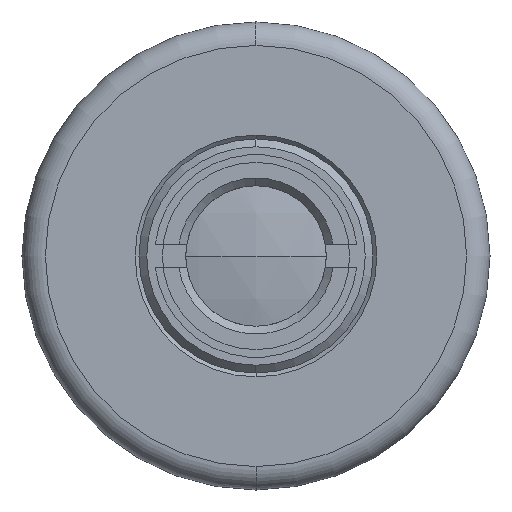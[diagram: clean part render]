
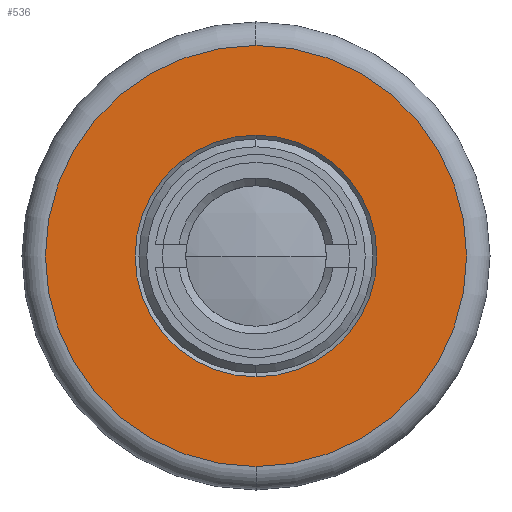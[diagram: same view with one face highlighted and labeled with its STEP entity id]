
A CAD part, left-side view. The second image highlights one B-rep face of the part: STEP entity #536.
In plain terms, the highlighted planar face has unit normal (-1, 0, 0).
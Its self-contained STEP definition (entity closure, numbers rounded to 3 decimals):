
#330 = EDGE_LOOP ( 'NONE', ( #902, #903 ) ) ;
#358 = EDGE_LOOP ( 'NONE', ( #900, #901 ) ) ;
#430 = AXIS2_PLACEMENT_3D ( 'NONE', #1311, #1312, #1313 ) ;
#536 = ADVANCED_FACE ( 'NONE', ( #1411, #1412 ), #1304, .F. ) ;
#721 = EDGE_CURVE ( 'NONE', #790, #798, #1918, .T. ) ;
#726 = EDGE_CURVE ( 'NONE', #792, #797, #1928, .T. ) ;
#729 = EDGE_CURVE ( 'NONE', #797, #792, #1933, .T. ) ;
#730 = EDGE_CURVE ( 'NONE', #798, #790, #1934, .T. ) ;
#790 = VERTEX_POINT ( 'NONE', #2172 ) ;
#792 = VERTEX_POINT ( 'NONE', #2174 ) ;
#797 = VERTEX_POINT ( 'NONE', #2179 ) ;
#798 = VERTEX_POINT ( 'NONE', #2180 ) ;
#900 = ORIENTED_EDGE ( 'NONE', *, *, #730, .T. ) ;
#901 = ORIENTED_EDGE ( 'NONE', *, *, #721, .T. ) ;
#902 = ORIENTED_EDGE ( 'NONE', *, *, #726, .T. ) ;
#903 = ORIENTED_EDGE ( 'NONE', *, *, #729, .T. ) ;
#1304 = PLANE ( 'NONE',  #430 ) ;
#1311 = CARTESIAN_POINT ( 'NONE',  ( 14.93, 7.25, 0. ) ) ;
#1312 = DIRECTION ( 'NONE',  ( 1., 0., 0. ) ) ;
#1313 = DIRECTION ( 'NONE',  ( 0., 0., -1. ) ) ;
#1411 = FACE_OUTER_BOUND ( 'NONE', #358, .T. ) ;
#1412 = FACE_BOUND ( 'NONE', #330, .T. ) ;
#1545 = AXIS2_PLACEMENT_3D ( 'NONE', #1998, #1999, #2000 ) ;
#1549 = AXIS2_PLACEMENT_3D ( 'NONE', #2012, #2013, #2014 ) ;
#1551 = AXIS2_PLACEMENT_3D ( 'NONE', #2018, #2019, #2020 ) ;
#1552 = AXIS2_PLACEMENT_3D ( 'NONE', #2021, #2022, #2023 ) ;
#1918 = CIRCLE ( 'NONE', #1545, 13.5 ) ;
#1928 = CIRCLE ( 'NONE', #1549, 7.75 ) ;
#1933 = CIRCLE ( 'NONE', #1551, 7.75 ) ;
#1934 = CIRCLE ( 'NONE', #1552, 13.5 ) ;
#1998 = CARTESIAN_POINT ( 'NONE',  ( 14.93, 0., 0. ) ) ;
#1999 = DIRECTION ( 'NONE',  ( -1., 0., 0. ) ) ;
#2000 = DIRECTION ( 'NONE',  ( 0., 0., -1. ) ) ;
#2012 = CARTESIAN_POINT ( 'NONE',  ( 14.93, 0., 0. ) ) ;
#2013 = DIRECTION ( 'NONE',  ( 1., 0., 0. ) ) ;
#2014 = DIRECTION ( 'NONE',  ( 0., 0., -1. ) ) ;
#2018 = CARTESIAN_POINT ( 'NONE',  ( 14.93, 0., 0. ) ) ;
#2019 = DIRECTION ( 'NONE',  ( 1., 0., 0. ) ) ;
#2020 = DIRECTION ( 'NONE',  ( 0., 0., -1. ) ) ;
#2021 = CARTESIAN_POINT ( 'NONE',  ( 14.93, 0., 0. ) ) ;
#2022 = DIRECTION ( 'NONE',  ( -1., 0., 0. ) ) ;
#2023 = DIRECTION ( 'NONE',  ( 0., 0., -1. ) ) ;
#2172 = CARTESIAN_POINT ( 'NONE',  ( 14.93, 0., 13.5 ) ) ;
#2174 = CARTESIAN_POINT ( 'NONE',  ( 14.93, 0., 7.75 ) ) ;
#2179 = CARTESIAN_POINT ( 'NONE',  ( 14.93, 0., -7.75 ) ) ;
#2180 = CARTESIAN_POINT ( 'NONE',  ( 14.93, 0., -13.5 ) ) ;
